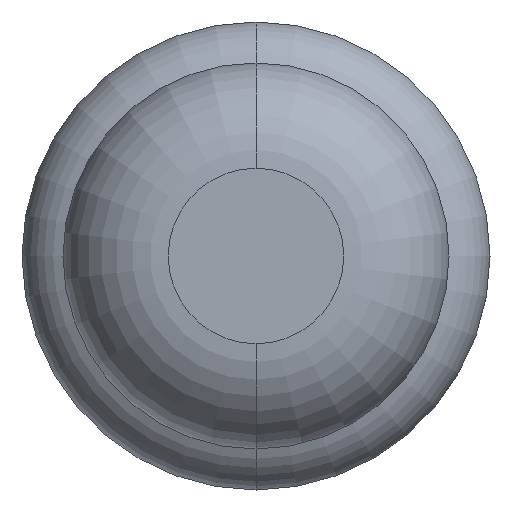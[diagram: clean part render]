
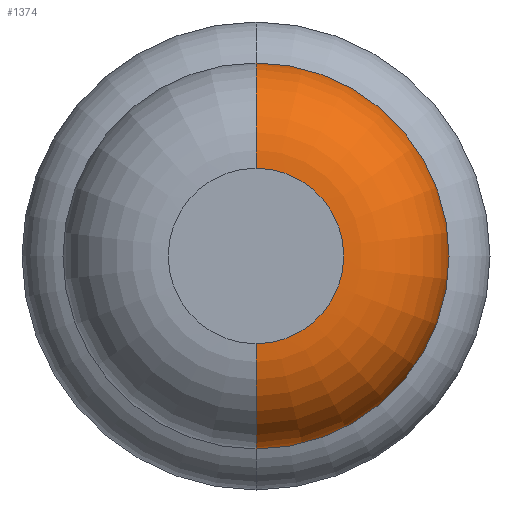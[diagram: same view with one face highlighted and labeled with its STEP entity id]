
A CAD part, front view. The second image highlights one B-rep face of the part: STEP entity #1374.
In plain terms, the highlighted toroidal (fillet/blend) face has major radius 0.375 mm and minor radius 0.45 mm.
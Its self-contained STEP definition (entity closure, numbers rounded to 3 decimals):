
#237 = CARTESIAN_POINT ( 'NONE',  ( 0., -28.55, -0.825 ) ) ;
#341 = DIRECTION ( 'NONE',  ( 0., 1., 0. ) ) ;
#380 = ORIENTED_EDGE ( 'NONE', *, *, #1370, .T. ) ;
#412 = DIRECTION ( 'NONE',  ( 0., 0., -1. ) ) ;
#431 = CIRCLE ( 'NONE', #2325, 0.375 ) ;
#552 = VERTEX_POINT ( 'NONE', #1452 ) ;
#557 = FACE_OUTER_BOUND ( 'NONE', #2066, .T. ) ;
#654 = DIRECTION ( 'NONE',  ( 0., 1., 0. ) ) ;
#1062 = AXIS2_PLACEMENT_3D ( 'NONE', #1461, #2810, #412 ) ;
#1116 = CARTESIAN_POINT ( 'NONE',  ( 0., -28.55, 0.375 ) ) ;
#1185 = EDGE_CURVE ( 'NONE', #1585, #552, #1975, .T. ) ;
#1186 = EDGE_CURVE ( 'Defeature ausgef�hrt1_2+Defeature ausgef�hrt1_1+Defeature ausgef�hrt1_1+Defeature ausgef�hrt1_1', #1585, #2937, #431, .T. ) ;
#1359 = DIRECTION ( 'NONE',  ( -1., 0., 0. ) ) ;
#1370 = EDGE_CURVE ( 'NONE', #2937, #3165, #2665, .T. ) ;
#1374 = ADVANCED_FACE ( 'Defeature ausgef�hrt1_2', ( #557 ), #3235, .T. ) ;
#1452 = CARTESIAN_POINT ( 'NONE',  ( 0., -28.55, 0.825 ) ) ;
#1461 = CARTESIAN_POINT ( 'NONE',  ( 0., -28.55, -0.375 ) ) ;
#1585 = VERTEX_POINT ( 'NONE', #3027 ) ;
#1617 = AXIS2_PLACEMENT_3D ( 'NONE', #2540, #654, #3072 ) ;
#1628 = ORIENTED_EDGE ( 'NONE', *, *, #1186, .T. ) ;
#1681 = CARTESIAN_POINT ( 'NONE',  ( 0., -29., 0. ) ) ;
#1795 = CARTESIAN_POINT ( 'NONE',  ( 0., -28.55, 0. ) ) ;
#1975 = CIRCLE ( 'NONE', #2087, 0.45 ) ;
#2066 = EDGE_LOOP ( 'NONE', ( #1628, #380, #3139, #2723 ) ) ;
#2087 = AXIS2_PLACEMENT_3D ( 'NONE', #1116, #1359, #2157 ) ;
#2157 = DIRECTION ( 'NONE',  ( 0., 0., 1. ) ) ;
#2311 = DIRECTION ( 'NONE',  ( 0., 1., 0. ) ) ;
#2325 = AXIS2_PLACEMENT_3D ( 'NONE', #1681, #341, #3189 ) ;
#2540 = CARTESIAN_POINT ( 'NONE',  ( 0., -28.55, 0. ) ) ;
#2665 = CIRCLE ( 'NONE', #1062, 0.45 ) ;
#2723 = ORIENTED_EDGE ( 'NONE', *, *, #1185, .F. ) ;
#2810 = DIRECTION ( 'NONE',  ( 1., 0., 0. ) ) ;
#2937 = VERTEX_POINT ( 'NONE', #3058 ) ;
#3027 = CARTESIAN_POINT ( 'NONE',  ( 0., -29., 0.375 ) ) ;
#3058 = CARTESIAN_POINT ( 'NONE',  ( 0., -29., -0.375 ) ) ;
#3072 = DIRECTION ( 'NONE',  ( 0., 0., 1. ) ) ;
#3086 = EDGE_CURVE ( 'Defeature ausgef�hrt1_3+Defeature ausgef�hrt1_2+Defeature ausgef�hrt1_2+Defeature ausgef�hrt1_2', #552, #3165, #3399, .T. ) ;
#3119 = DIRECTION ( 'NONE',  ( 0., 0., 1. ) ) ;
#3139 = ORIENTED_EDGE ( 'NONE', *, *, #3086, .F. ) ;
#3165 = VERTEX_POINT ( 'NONE', #237 ) ;
#3189 = DIRECTION ( 'NONE',  ( 0., 0., 1. ) ) ;
#3235 = TOROIDAL_SURFACE ( 'NONE', #1617, 0.375, 0.45 ) ;
#3237 = AXIS2_PLACEMENT_3D ( 'NONE', #1795, #2311, #3119 ) ;
#3399 = CIRCLE ( 'NONE', #3237, 0.825 ) ;
